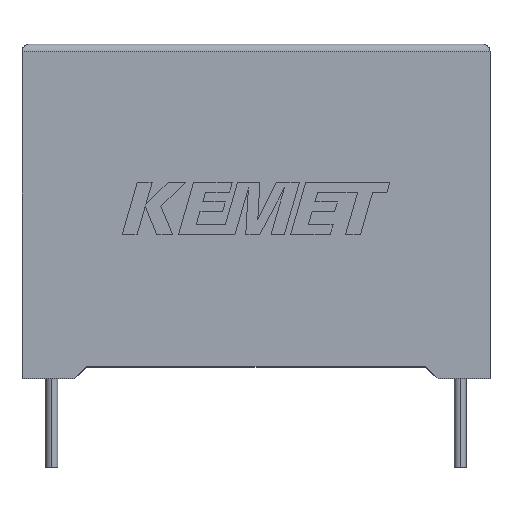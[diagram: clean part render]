
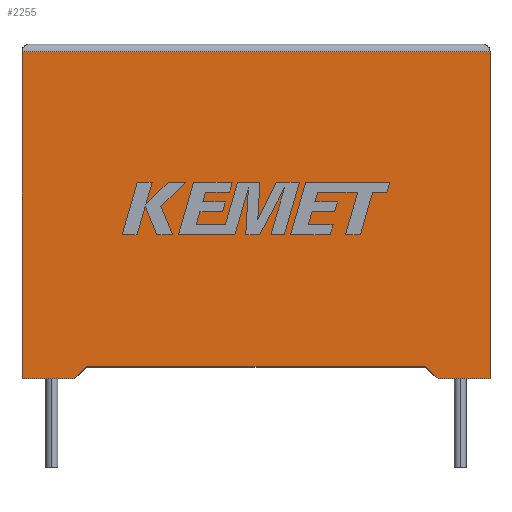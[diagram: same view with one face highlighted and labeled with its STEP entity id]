
A CAD part, top view. The second image highlights one B-rep face of the part: STEP entity #2255.
In plain terms, the highlighted planar face has unit normal (0, 0, 1).
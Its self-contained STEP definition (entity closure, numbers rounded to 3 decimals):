
#4 = CARTESIAN_POINT ( 'NONE',  ( 31.5, 0., 11.5 ) ) ;
#14 = VERTEX_POINT ( 'NONE', #2965 ) ;
#29 = VECTOR ( 'NONE', #1881, 1000. ) ;
#124 = VECTOR ( 'NONE', #2146, 1000. ) ;
#134 = AXIS2_PLACEMENT_3D ( 'NONE', #633, #612, #2715 ) ;
#143 = EDGE_CURVE ( 'NONE', #1027, #217, #472, .T. ) ;
#149 = CARTESIAN_POINT ( 'NONE',  ( 31.5, 0., 11.5 ) ) ;
#217 = VERTEX_POINT ( 'NONE', #793 ) ;
#248 = VECTOR ( 'NONE', #1558, 1000. ) ;
#262 = ORIENTED_EDGE ( 'NONE', *, *, #2076, .T. ) ;
#401 = CARTESIAN_POINT ( 'NONE',  ( 0., 0., 11.5 ) ) ;
#409 = ORIENTED_EDGE ( 'NONE', *, *, #1874, .F. ) ;
#472 = LINE ( 'NONE', #977, #2236 ) ;
#612 = DIRECTION ( 'NONE',  ( 0., 0., -1. ) ) ;
#631 = EDGE_CURVE ( 'NONE', #217, #2021, #1213, .T. ) ;
#633 = CARTESIAN_POINT ( 'NONE',  ( 0., 0., 11.5 ) ) ;
#713 = DIRECTION ( 'NONE',  ( 0., 1., 0. ) ) ;
#719 = VERTEX_POINT ( 'NONE', #2478 ) ;
#769 = PLANE ( 'NONE',  #134 ) ;
#793 = CARTESIAN_POINT ( 'NONE',  ( 28., 0., 11.5 ) ) ;
#811 = ORIENTED_EDGE ( 'NONE', *, *, #1551, .T. ) ;
#894 = EDGE_CURVE ( 'NONE', #1027, #1076, #1586, .T. ) ;
#958 = CARTESIAN_POINT ( 'NONE',  ( 3.5, 0., 11.5 ) ) ;
#960 = EDGE_LOOP ( 'NONE', ( #262, #811, #2265, #2564, #409, #2134, #2446, #1718 ) ) ;
#970 = CARTESIAN_POINT ( 'NONE',  ( 31.5, 22., 11.5 ) ) ;
#977 = CARTESIAN_POINT ( 'NONE',  ( 28., 0., 11.5 ) ) ;
#990 = FACE_OUTER_BOUND ( 'NONE', #960, .T. ) ;
#1027 = VERTEX_POINT ( 'NONE', #1961 ) ;
#1076 = VERTEX_POINT ( 'NONE', #1716 ) ;
#1192 = LINE ( 'NONE', #4, #2003 ) ;
#1213 = LINE ( 'NONE', #1979, #1691 ) ;
#1215 = LINE ( 'NONE', #2110, #2846 ) ;
#1410 = DIRECTION ( 'NONE',  ( 0.748, -0.664, 0. ) ) ;
#1551 = EDGE_CURVE ( 'NONE', #1835, #14, #1894, .T. ) ;
#1553 = DIRECTION ( 'NONE',  ( 1., 0., 0. ) ) ;
#1558 = DIRECTION ( 'NONE',  ( 0., -1., 0. ) ) ;
#1586 = LINE ( 'NONE', #2770, #2635 ) ;
#1691 = VECTOR ( 'NONE', #1553, 1000. ) ;
#1716 = CARTESIAN_POINT ( 'NONE',  ( 4.375, 0.776, 11.5 ) ) ;
#1718 = ORIENTED_EDGE ( 'NONE', *, *, #631, .T. ) ;
#1835 = VERTEX_POINT ( 'NONE', #970 ) ;
#1874 = EDGE_CURVE ( 'NONE', #1076, #3008, #2366, .T. ) ;
#1881 = DIRECTION ( 'NONE',  ( -0.748, -0.664, 0. ) ) ;
#1894 = LINE ( 'NONE', #2163, #124 ) ;
#1961 = CARTESIAN_POINT ( 'NONE',  ( 27.125, 0.776, 11.5 ) ) ;
#1979 = CARTESIAN_POINT ( 'NONE',  ( 0., 0., 11.5 ) ) ;
#2003 = VECTOR ( 'NONE', #713, 1000. ) ;
#2021 = VERTEX_POINT ( 'NONE', #149 ) ;
#2076 = EDGE_CURVE ( 'NONE', #2021, #1835, #1192, .T. ) ;
#2091 = DIRECTION ( 'NONE',  ( 1., 0., 0. ) ) ;
#2110 = CARTESIAN_POINT ( 'NONE',  ( 0., 0., 11.5 ) ) ;
#2134 = ORIENTED_EDGE ( 'NONE', *, *, #894, .F. ) ;
#2146 = DIRECTION ( 'NONE',  ( -1., 0., 0. ) ) ;
#2163 = CARTESIAN_POINT ( 'NONE',  ( 0., 22., 11.5 ) ) ;
#2236 = VECTOR ( 'NONE', #1410, 1000. ) ;
#2255 = ADVANCED_FACE ( 'NONE', ( #990 ), #769, .F. ) ;
#2265 = ORIENTED_EDGE ( 'NONE', *, *, #2616, .T. ) ;
#2366 = LINE ( 'NONE', #958, #29 ) ;
#2446 = ORIENTED_EDGE ( 'NONE', *, *, #143, .T. ) ;
#2455 = EDGE_CURVE ( 'NONE', #719, #3008, #1215, .T. ) ;
#2478 = CARTESIAN_POINT ( 'NONE',  ( 0., 0., 11.5 ) ) ;
#2526 = DIRECTION ( 'NONE',  ( -1., 0., 0. ) ) ;
#2564 = ORIENTED_EDGE ( 'NONE', *, *, #2455, .T. ) ;
#2616 = EDGE_CURVE ( 'NONE', #14, #719, #2912, .T. ) ;
#2635 = VECTOR ( 'NONE', #2526, 1000. ) ;
#2715 = DIRECTION ( 'NONE',  ( -1., 0., 0. ) ) ;
#2770 = CARTESIAN_POINT ( 'NONE',  ( 15.75, 0.776, 11.5 ) ) ;
#2846 = VECTOR ( 'NONE', #2091, 1000. ) ;
#2912 = LINE ( 'NONE', #401, #248 ) ;
#2965 = CARTESIAN_POINT ( 'NONE',  ( 0., 22., 11.5 ) ) ;
#3006 = CARTESIAN_POINT ( 'NONE',  ( 3.5, 0., 11.5 ) ) ;
#3008 = VERTEX_POINT ( 'NONE', #3006 ) ;
